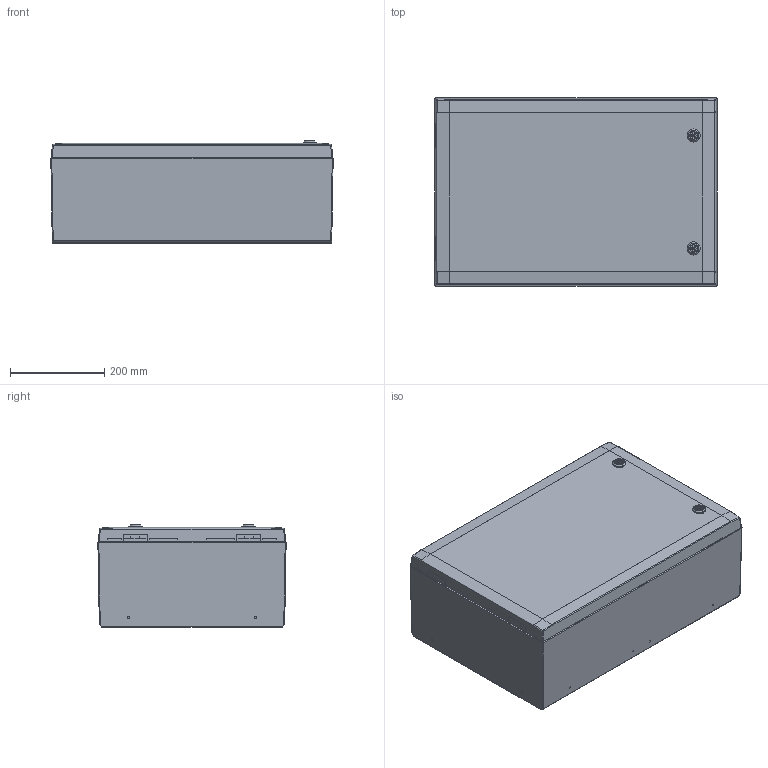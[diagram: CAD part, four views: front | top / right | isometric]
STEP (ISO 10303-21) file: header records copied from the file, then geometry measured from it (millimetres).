
FILE_DESCRIPTION (( 'STEP AP203' ), '1' );
FILE_NAME ('ARCA 406021 with MPS.STEP', '2022-05-25T10:11:57', ( '' ), ( '' ), 'SwSTEP 2.0', 'SolidWorks 2021', '' );
FILE_SCHEMA (( 'CONFIG_CONTROL_DESIGN' ));
Length unit declared in the file: millimetre
Products named in the file (13): ARCA 406021 with MPS; 1000-102A-1X_AF0; 1000-u187-n2_asm; MPS 6040; ARCA IEC DB small; Cabinet 604018 Base; 1000-102A-D_ASM; 1000-102A-2X; Cabinet hinge small; NewCab Lock Cam; 1000-02; Cabinet 406003 Cover; Lock Cam as OPEN position
Assembly tree (15 placements, depth 4):
  ARCA 406021 with MPS
    Cabinet 604018 Base
    Cabinet hinge small  x2
    Cabinet 406003 Cover
    ARCA IEC DB small  x2
      1000-102A-D_ASM
        1000-102A-1X_AF0
        1000-102A-2X
      1000-02
      1000-u187-n2_asm
      NewCab Lock Cam
    Lock Cam as OPEN position  x2
    MPS 6040
Bounding box: 600 x 400 x 217.2 mm (x, y, z)
Volume: 4555967.9 mm3; surface area: 2634223.3 mm2
Topology: 19 solids, 19 shells, 2898 faces, 7246 edges, 4650 vertices
Faces by surface type: plane 1870, cylinder 528, cone 336, bspline 144, torus 16, sphere 4
Entity records: 74369 total; most frequent: CARTESIAN_POINT 17236, ORIENTED_EDGE 11710, DIRECTION 10994, EDGE_CURVE 5855, LINE 4248, VECTOR 4248, VERTEX_POINT 3807, AXIS2_PLACEMENT_3D 3373
